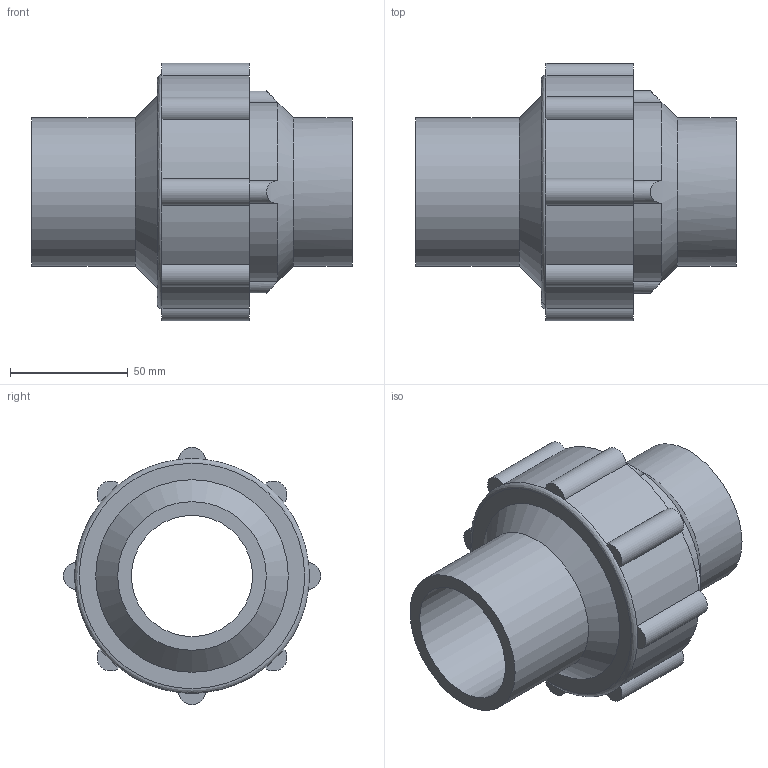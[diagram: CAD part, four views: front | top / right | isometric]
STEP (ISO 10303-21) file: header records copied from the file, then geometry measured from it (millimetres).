
FILE_DESCRIPTION (( 'STEP AP203' ), '1' );
FILE_NAME ('581234020.STEP', '2017-07-28T18:04:12', ( '' ), ( '' ), 'SwSTEP 2.0', 'SolidWorks 2017', '' );
FILE_SCHEMA (( 'CONFIG_CONTROL_DESIGN' ));
Length unit declared in the file: inch
Products named in the file (1): 581234020
Bounding box: 136 x 108.96 x 108.96 mm (x, y, z)
Volume: 368139.1 mm3; surface area: 65690.3 mm2
Topology: 1 solids, 1 shells, 42 faces, 98 edges, 60 vertices
Faces by surface type: cylinder 27, plane 12, cone 2, bspline 1
Full cylindrical faces by diameter (mm): 51.4 x1, 63 x2
Entity records: 1656 total; most frequent: CARTESIAN_POINT 617, DIRECTION 226, ORIENTED_EDGE 180, AXIS2_PLACEMENT_3D 101, EDGE_CURVE 90, CIRCLE 59, VERTEX_POINT 58, EDGE_LOOP 52
